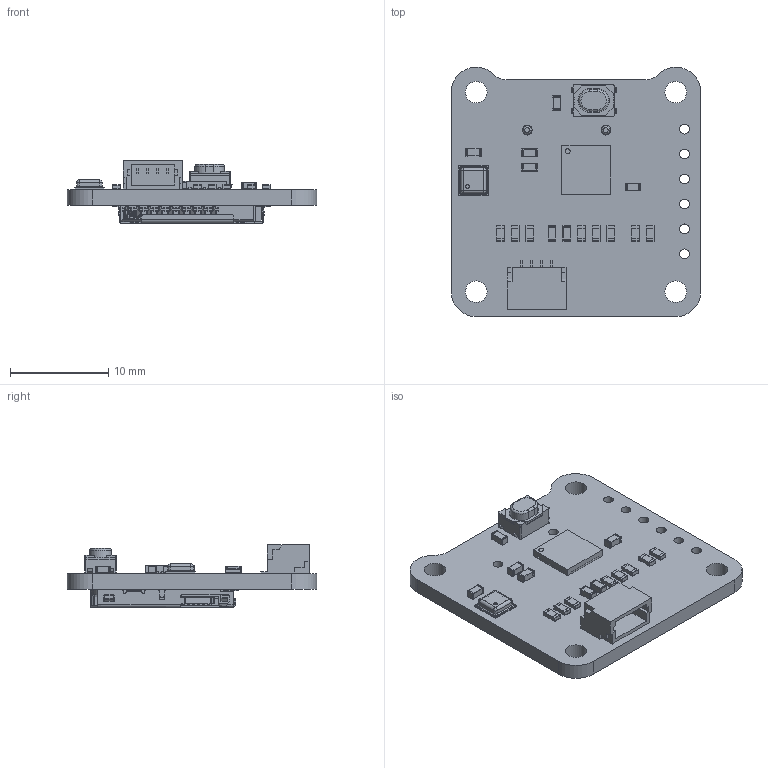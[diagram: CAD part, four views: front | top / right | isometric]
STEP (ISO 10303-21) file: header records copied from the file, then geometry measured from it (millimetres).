
FILE_DESCRIPTION(('KiCad electronic assembly'),'2;1');
FILE_NAME('BME688-ML-V1-PCB-3D.step','2024-09-29T08:24:49',('Pcbnew'),( 'Kicad'),'Open CASCADE STEP processor 7.6','KiCad to STEP converter' ,'Unknown');
FILE_SCHEMA(('AUTOMOTIVE_DESIGN { 1 0 10303 214 1 1 1 1 }'));
Length unit declared in the file: millimetre
Products named in the file (21): BME688-ML-V1-PCB-3D 1; R0603; Part 4; Part 3; Part 2; Part 1; SPARKFUN_QWIIC_RIGHT_ANGLE; SPARKFUN_QWIIC_RIGHT_ANGLE_X; C0603; QFN-32-1EP_5x5mm_P0.5mm_EP3.45x3.45mm; QFN-32-1EP_5x5mm_Pitch0.5mm; 4341x30258x6; Assem1; BME688; BME680; CUI_DEVICES_MSD-1-A; kibot_3v1oln_p_PCB
Assembly tree (33 placements, depth 3):
  BME688-ML-V1-PCB-3D 1
    R0603  x8
      Part 4
      Part 3
      Part 2
      Part 1
    SPARKFUN_QWIIC_RIGHT_ANGLE
      SPARKFUN_QWIIC_RIGHT_ANGLE_X
    C0603  x7
      Part 3
      Part 2
      Part 1
    QFN-32-1EP_5x5mm_P0.5mm_EP3.45x3.45mm
      QFN-32-1EP_5x5mm_Pitch0.5mm
    4341x30258x6
      Assem1
    BME688
      BME680
    CUI_DEVICES_MSD-1-A
      CUI_DEVICES_MSD-1-A
    kibot_3v1oln_p_PCB
Bounding box: 25.4 x 25.4 x 6.4 mm (x, y, z)
Volume: 1234.7 mm3; surface area: 3180.6 mm2
Topology: 75 solids, 77 shells, 2472 faces, 6721 edges, 4305 vertices
Faces by surface type: plane 1764, cylinder 598, sphere 64, torus 23, bspline 12, cone 11
Full cylindrical faces by diameter (mm): 0.15 x1, 0.35 x1, 0.5 x1, 0.75 x1, 1 x8, 2.2 x4
Entity records: 70019 total; most frequent: CARTESIAN_POINT 16444, ORIENTED_EDGE 11002, DIRECTION 10239, EDGE_CURVE 5501, LINE 4369, VECTOR 4369, VERTEX_POINT 3577, AXIS2_PLACEMENT_3D 2935
